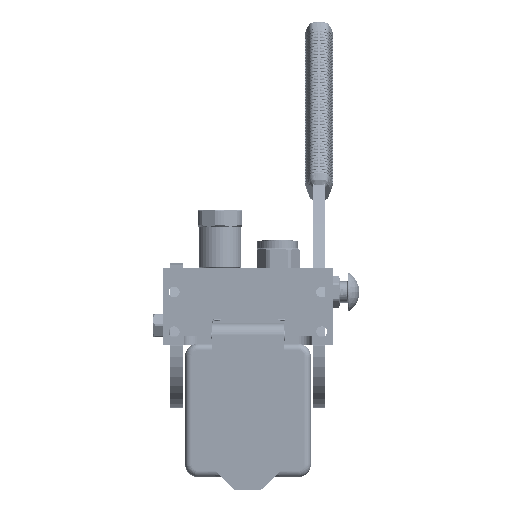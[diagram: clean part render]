
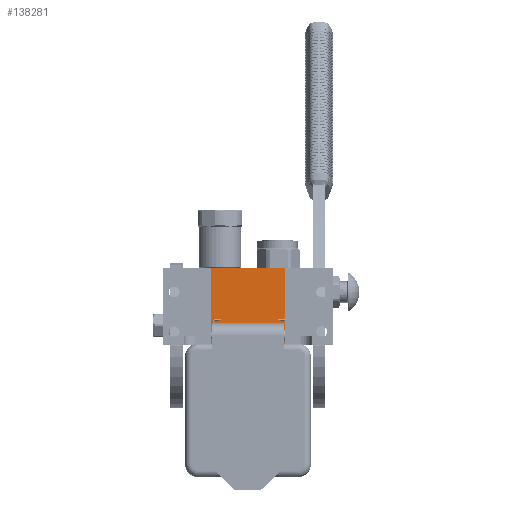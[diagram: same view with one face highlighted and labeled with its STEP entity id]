
A CAD part, left-side view. The second image highlights one B-rep face of the part: STEP entity #138281.
In plain terms, the highlighted face is planar.
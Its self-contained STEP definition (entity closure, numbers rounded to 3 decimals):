
#6935 = EDGE_CURVE ( 'NONE', #175709, #83315, #65840, .T. ) ;
#20283 = ORIENTED_EDGE ( 'NONE', *, *, #97175, .T. ) ;
#30511 = LINE ( 'NONE', #125496, #155174 ) ;
#30937 = CARTESIAN_POINT ( 'NONE',  ( -29., 60.2, -107.5 ) ) ;
#35093 = LINE ( 'NONE', #113843, #190180 ) ;
#37869 = CARTESIAN_POINT ( 'NONE',  ( -29., 0., -107.5 ) ) ;
#44413 = EDGE_CURVE ( 'NONE', #93986, #83315, #35093, .T. ) ;
#49655 = PLANE ( 'NONE',  #140301 ) ;
#59662 = VERTEX_POINT ( 'NONE', #150892 ) ;
#61295 = CARTESIAN_POINT ( 'NONE',  ( 29., 0., -107.5 ) ) ;
#65173 = VECTOR ( 'NONE', #178948, 1000. ) ;
#65840 = LINE ( 'NONE', #190671, #159968 ) ;
#69828 = LINE ( 'NONE', #61295, #65173 ) ;
#78048 = ORIENTED_EDGE ( 'NONE', *, *, #44413, .F. ) ;
#80528 = DIRECTION ( 'NONE',  ( -1., 0., 0. ) ) ;
#83315 = VERTEX_POINT ( 'NONE', #30937 ) ;
#84710 = ORIENTED_EDGE ( 'NONE', *, *, #6935, .T. ) ;
#92994 = CARTESIAN_POINT ( 'NONE',  ( 29., 0., -107.5 ) ) ;
#93986 = VERTEX_POINT ( 'NONE', #143574 ) ;
#97175 = EDGE_CURVE ( 'NONE', #59662, #175709, #30511, .T. ) ;
#100409 = EDGE_LOOP ( 'NONE', ( #84710, #78048, #171802, #20283 ) ) ;
#113843 = CARTESIAN_POINT ( 'NONE',  ( 29., 60.2, -107.5 ) ) ;
#125496 = CARTESIAN_POINT ( 'NONE',  ( 29., 0., -107.5 ) ) ;
#130920 = DIRECTION ( 'NONE',  ( -1., 0., 0. ) ) ;
#131479 = FACE_OUTER_BOUND ( 'NONE', #100409, .T. ) ;
#138141 = DIRECTION ( 'NONE',  ( -1., 0., 0. ) ) ;
#138281 = ADVANCED_FACE ( 'NONE', ( #131479 ), #49655, .T. ) ;
#140301 = AXIS2_PLACEMENT_3D ( 'NONE', #92994, #170550, #80528 ) ;
#143574 = CARTESIAN_POINT ( 'NONE',  ( 29., 60.2, -107.5 ) ) ;
#150892 = CARTESIAN_POINT ( 'NONE',  ( 29., 0., -107.5 ) ) ;
#155174 = VECTOR ( 'NONE', #138141, 1000. ) ;
#159968 = VECTOR ( 'NONE', #188737, 1000. ) ;
#170550 = DIRECTION ( 'NONE',  ( 0., 0., -1. ) ) ;
#171802 = ORIENTED_EDGE ( 'NONE', *, *, #180322, .F. ) ;
#175709 = VERTEX_POINT ( 'NONE', #37869 ) ;
#178948 = DIRECTION ( 'NONE',  ( 0., 1., 0. ) ) ;
#180322 = EDGE_CURVE ( 'NONE', #59662, #93986, #69828, .T. ) ;
#188737 = DIRECTION ( 'NONE',  ( 0., 1., 0. ) ) ;
#190180 = VECTOR ( 'NONE', #130920, 1000. ) ;
#190671 = CARTESIAN_POINT ( 'NONE',  ( -29., 0., -107.5 ) ) ;
